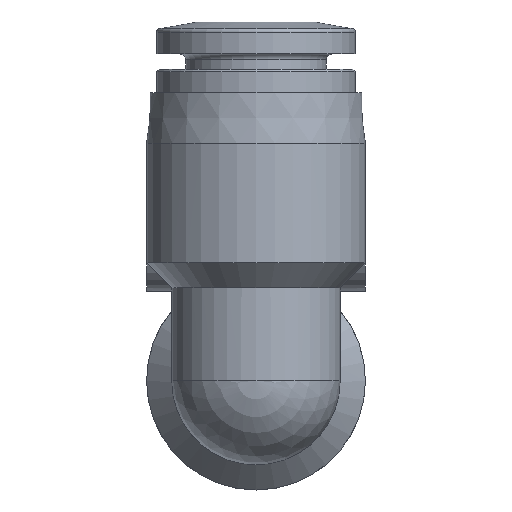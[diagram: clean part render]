
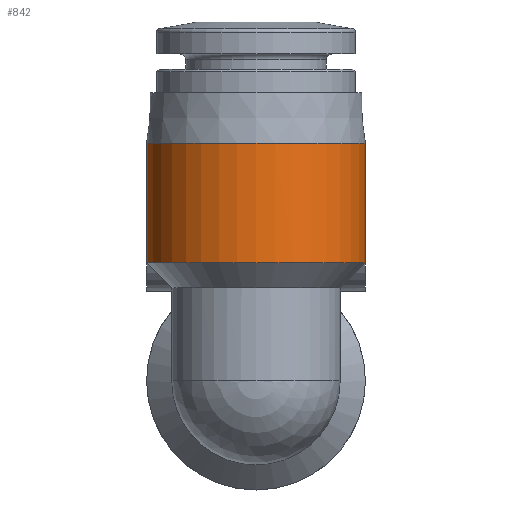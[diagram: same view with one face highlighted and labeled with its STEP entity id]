
A CAD part, left-side view. The second image highlights one B-rep face of the part: STEP entity #842.
In plain terms, the highlighted cylindrical face has radius 6.5 mm (diameter 13 mm), a full revolution.
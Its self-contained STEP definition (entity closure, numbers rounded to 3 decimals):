
#57=B_SPLINE_CURVE_WITH_KNOTS('',3,(#1254,#1255,#1256,#1257,#1258,#1259,
#1260,#1261,#1262,#1263,#1264,#1265,#1266,#1267,#1268),.UNSPECIFIED.,.F.,
 .F.,(4,1,1,1,1,1,1,1,1,1,1,1,4),(0.004,0.005,
0.005,0.006,0.007,0.009,
0.01,0.012,0.014,0.014,
0.015,0.016,0.017),.UNSPECIFIED.);
#93=ORIENTED_EDGE('',*,*,#213,.F.);
#94=ORIENTED_EDGE('',*,*,#214,.F.);
#95=ORIENTED_EDGE('',*,*,#199,.T.);
#199=EDGE_CURVE('',#256,#260,#307,.T.);
#213=EDGE_CURVE('',#272,#272,#312,.T.);
#214=EDGE_CURVE('',#256,#260,#57,.T.);
#256=VERTEX_POINT('',#1179);
#260=VERTEX_POINT('',#1196);
#272=VERTEX_POINT('',#1253);
#307=CIRCLE('',#892,6.5);
#312=CIRCLE('',#903,6.5);
#355=EDGE_LOOP('',(#93));
#356=EDGE_LOOP('',(#94,#95));
#436=FACE_BOUND('',#355,.T.);
#437=FACE_BOUND('',#356,.T.);
#513=CYLINDRICAL_SURFACE('',#902,6.5);
#842=ADVANCED_FACE('',(#436,#437),#513,.T.);
#892=AXIS2_PLACEMENT_3D('',#1197,#991,#992);
#902=AXIS2_PLACEMENT_3D('',#1251,#1013,#1014);
#903=AXIS2_PLACEMENT_3D('',#1252,#1015,#1016);
#991=DIRECTION('',(0.,0.,1.));
#992=DIRECTION('',(1.,0.,0.));
#1013=DIRECTION('',(0.,0.,1.));
#1014=DIRECTION('',(1.,0.,0.));
#1015=DIRECTION('',(0.,0.,1.));
#1016=DIRECTION('',(1.,0.,0.));
#1179=CARTESIAN_POINT('',(5.596,3.306,7.));
#1196=CARTESIAN_POINT('',(5.596,-3.306,7.));
#1197=CARTESIAN_POINT('',(0.,0.,7.));
#1251=CARTESIAN_POINT('',(0.,0.,21.3));
#1252=CARTESIAN_POINT('',(0.,0.,14.1));
#1253=CARTESIAN_POINT('',(6.5,0.,14.1));
#1254=CARTESIAN_POINT('',(5.596,3.306,7.));
#1255=CARTESIAN_POINT('',(5.5,3.47,7.201));
#1256=CARTESIAN_POINT('',(5.328,3.726,7.675));
#1257=CARTESIAN_POINT('',(5.268,3.807,8.52));
#1258=CARTESIAN_POINT('',(5.444,3.561,9.319));
#1259=CARTESIAN_POINT('',(5.858,2.88,10.121));
#1260=CARTESIAN_POINT('',(6.36,1.65,10.604));
#1261=CARTESIAN_POINT('',(6.569,0.002,10.748));
#1262=CARTESIAN_POINT('',(6.363,-1.64,10.606));
#1263=CARTESIAN_POINT('',(5.859,-2.878,10.122));
#1264=CARTESIAN_POINT('',(5.446,-3.558,9.323));
#1265=CARTESIAN_POINT('',(5.269,-3.806,8.528));
#1266=CARTESIAN_POINT('',(5.327,-3.728,7.679));
#1267=CARTESIAN_POINT('',(5.5,-3.47,7.201));
#1268=CARTESIAN_POINT('',(5.596,-3.306,7.));
